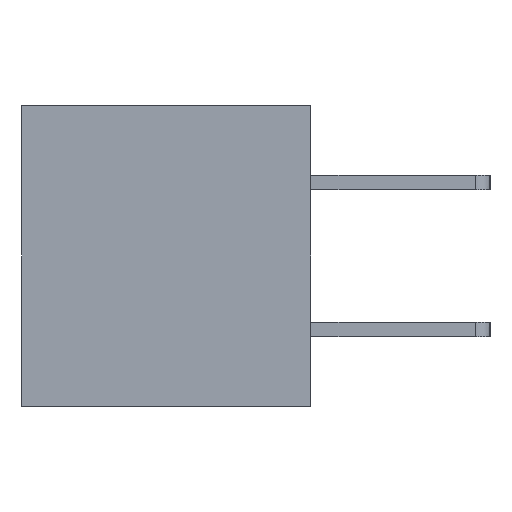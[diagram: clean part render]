
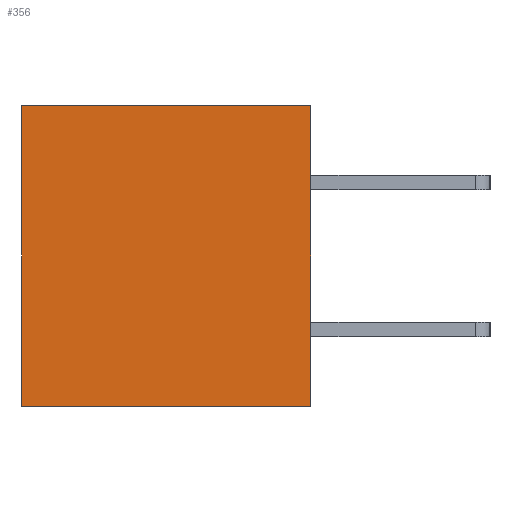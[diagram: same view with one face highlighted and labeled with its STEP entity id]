
A CAD part, left-side view. The second image highlights one B-rep face of the part: STEP entity #356.
In plain terms, the highlighted planar face has unit normal (-1, 0, 0).
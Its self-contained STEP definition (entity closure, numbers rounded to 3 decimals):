
#292=CARTESIAN_POINT('',(25.4,3.9,-2.8));
#293=DIRECTION('',(0.,0.,1.));
#294=DIRECTION('',(-1.,0.,0.));
#295=AXIS2_PLACEMENT_3D('',#292,#294,#293);
#296=PLANE('',#295);
#297=CARTESIAN_POINT('',(25.4,1.4,-5.4));
#298=VERTEX_POINT('',#297);
#299=CARTESIAN_POINT('',(25.4,1.8,-5.4));
#300=VERTEX_POINT('',#299);
#301=CARTESIAN_POINT('',(25.4,1.4,-5.4));
#302=DIRECTION('',(0.,1.,0.));
#303=VECTOR('',#302,0.4);
#304=LINE('',#301,#303);
#305=EDGE_CURVE('',#298,#300,#304,.T.);
#306=ORIENTED_EDGE('',*,*,#305,.F.);
#307=CARTESIAN_POINT('',(25.4,1.4,-0.2));
#308=VERTEX_POINT('',#307);
#309=CARTESIAN_POINT('',(25.4,1.4,-0.2));
#310=DIRECTION('',(0.,0.,-1.));
#311=VECTOR('',#310,5.2);
#312=LINE('',#309,#311);
#313=EDGE_CURVE('',#308,#298,#312,.T.);
#314=ORIENTED_EDGE('',*,*,#313,.F.);
#315=CARTESIAN_POINT('',(25.4,1.8,-0.2));
#316=VERTEX_POINT('',#315);
#317=CARTESIAN_POINT('',(25.4,1.4,-0.2));
#318=DIRECTION('',(0.,1.,0.));
#319=VECTOR('',#318,0.4);
#320=LINE('',#317,#319);
#321=EDGE_CURVE('',#308,#316,#320,.T.);
#322=ORIENTED_EDGE('',*,*,#321,.T.);
#323=CARTESIAN_POINT('',(25.4,6.4,-0.2));
#324=VERTEX_POINT('',#323);
#325=CARTESIAN_POINT('',(25.4,6.4,-0.2));
#326=CARTESIAN_POINT('',(25.4,5.48,-0.2));
#327=CARTESIAN_POINT('',(25.4,4.56,-0.2));
#328=CARTESIAN_POINT('',(25.4,3.64,-0.2));
#329=CARTESIAN_POINT('',(25.4,2.72,-0.2));
#330=CARTESIAN_POINT('',(25.4,1.8,-0.2));
#331=B_SPLINE_CURVE_WITH_KNOTS('',5,(#325,#326,#327,#328,#329,#330),.UNSPECIFIED.,.F.,.U.,(6,6),(0.,4.6),.UNSPECIFIED.);
#332=EDGE_CURVE('',#324,#316,#331,.T.);
#333=ORIENTED_EDGE('',*,*,#332,.F.);
#334=CARTESIAN_POINT('',(25.4,6.4,-5.4));
#335=VERTEX_POINT('',#334);
#336=CARTESIAN_POINT('',(25.4,6.4,-0.2));
#337=CARTESIAN_POINT('',(25.4,6.4,-1.24));
#338=CARTESIAN_POINT('',(25.4,6.4,-2.28));
#339=CARTESIAN_POINT('',(25.4,6.4,-3.32));
#340=CARTESIAN_POINT('',(25.4,6.4,-4.36));
#341=CARTESIAN_POINT('',(25.4,6.4,-5.4));
#342=B_SPLINE_CURVE_WITH_KNOTS('',5,(#336,#337,#338,#339,#340,#341),.UNSPECIFIED.,.F.,.U.,(6,6),(0.,5.2),.UNSPECIFIED.);
#343=EDGE_CURVE('',#324,#335,#342,.T.);
#344=ORIENTED_EDGE('',*,*,#343,.T.);
#345=CARTESIAN_POINT('',(25.4,6.4,-5.4));
#346=CARTESIAN_POINT('',(25.4,5.48,-5.4));
#347=CARTESIAN_POINT('',(25.4,4.56,-5.4));
#348=CARTESIAN_POINT('',(25.4,3.64,-5.4));
#349=CARTESIAN_POINT('',(25.4,2.72,-5.4));
#350=CARTESIAN_POINT('',(25.4,1.8,-5.4));
#351=B_SPLINE_CURVE_WITH_KNOTS('',5,(#345,#346,#347,#348,#349,#350),.UNSPECIFIED.,.F.,.U.,(6,6),(0.,4.6),.UNSPECIFIED.);
#352=EDGE_CURVE('',#335,#300,#351,.T.);
#353=ORIENTED_EDGE('',*,*,#352,.T.);
#354=EDGE_LOOP('',(#306,#314,#322,#333,#344,#353));
#355=FACE_OUTER_BOUND('',#354,.T.);
#356=ADVANCED_FACE('',(#355),#296,.T.);
